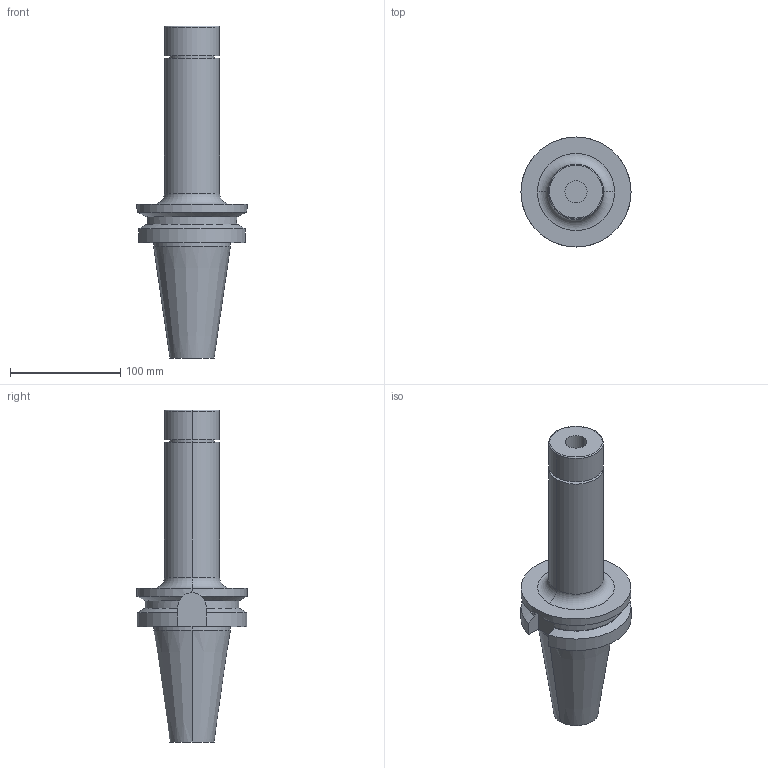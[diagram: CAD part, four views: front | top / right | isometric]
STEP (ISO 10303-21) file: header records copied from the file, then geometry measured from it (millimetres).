
FILE_DESCRIPTION (( 'STEP AP203' ), '1' );
FILE_NAME ('STP-5012-529-032-200-AV.STEP', '2021-09-23T05:45:36', ( '' ), ( '' ), 'SwSTEP 2.0', 'SolidWorks 2017', '' );
FILE_SCHEMA (( 'CONFIG_CONTROL_DESIGN' ));
Length unit declared in the file: millimetre
Products named in the file (1): STP-5012-529-032-200-AV
Bounding box: 100 x 100 x 301.8 mm (x, y, z)
Volume: 774115 mm3; surface area: 78339.2 mm2
Topology: 1 solids, 1 shells, 59 faces, 138 edges, 86 vertices
Faces by surface type: cylinder 25, plane 18, cone 12, torus 4
Entity records: 1834 total; most frequent: CARTESIAN_POINT 390, DIRECTION 303, ORIENTED_EDGE 272, EDGE_CURVE 136, AXIS2_PLACEMENT_3D 123, VERTEX_POINT 86, EDGE_LOOP 66, CIRCLE 63
